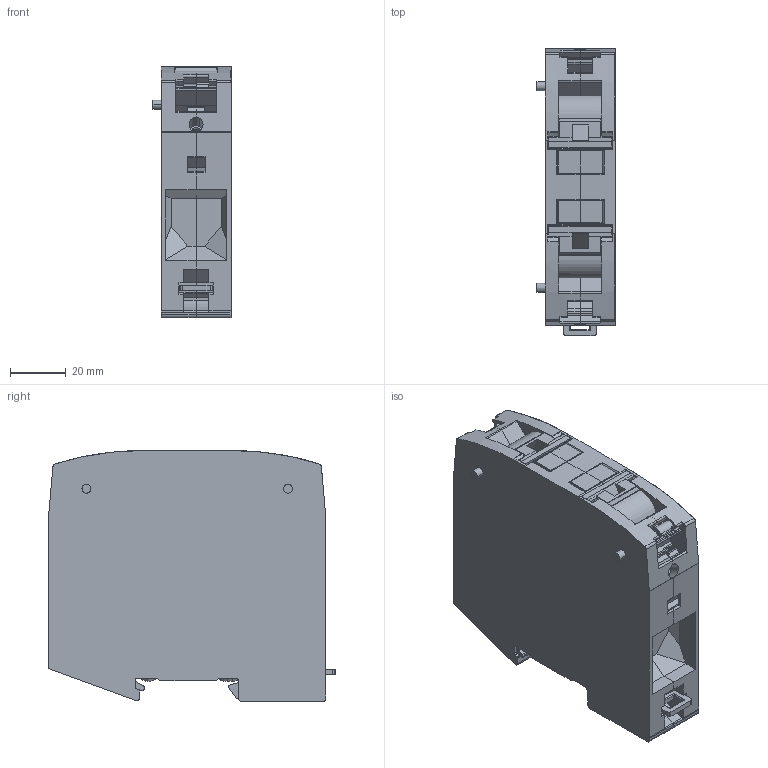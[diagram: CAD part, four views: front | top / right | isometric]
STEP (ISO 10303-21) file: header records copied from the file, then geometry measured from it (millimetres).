
FILE_DESCRIPTION(('CATIA V5 STEP Exchange','CAx-IF Rec.Pracs.--- Model Styling and Organization---1.4--- 2014-01-23'),'2;1');
FILE_NAME ('D1463879_0', '2020-07-23T10:01:17+00:00', ('none'), ('Weidmueller'), 'CATIA Version 5-6 Release 2016 SP3 HF44', 'CATIA V5 STEP AP214', 'none');
FILE_SCHEMA(('AUTOMOTIVE_DESIGN { 1 0 10303 214 1 1 1 1 }'));
Length unit declared in the file: millimetre
Products named in the file (1): 2742140000
Bounding box: 28 x 102.92 x 90.1 mm (x, y, z)
Volume: 186598 mm3; surface area: 54670.3 mm2
Topology: 19 solids, 25 shells, 1112 faces, 3188 edges, 2140 vertices
Faces by surface type: plane 655, cylinder 379, extrusion 46, cone 24, torus 4, bspline 4
Entity records: 40283 total; most frequent: CARTESIAN_POINT 11166, ORIENTED_EDGE 6372, DIRECTION 4832, EDGE_CURVE 3186, VECTOR 2306, LINE 2260, VERTEX_POINT 2140, AXIS2_PLACEMENT_3D 1598
